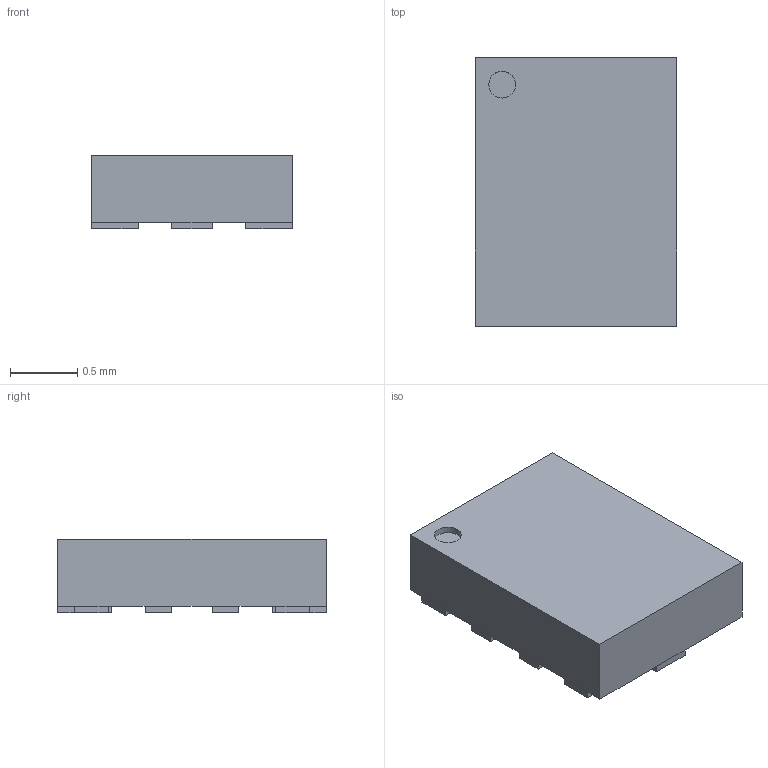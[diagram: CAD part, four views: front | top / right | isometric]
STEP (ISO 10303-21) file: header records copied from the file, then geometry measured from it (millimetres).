
FILE_DESCRIPTION(('FreeCAD Model'),'2;1');
FILE_NAME('QFN50P200X150-10.step', '2019-10-27T20:51:30',('Author'),(''), 'Open CASCADE STEP processor 7.3','FreeCAD','Unknown');
FILE_SCHEMA(('AUTOMOTIVE_DESIGN { 1 0 10303 214 1 1 1 1 }'));
Length unit declared in the file: millimetre
Products named in the file (1): Pad001
Bounding box: 1.5 x 2 x 0.55 mm (x, y, z)
Volume: 1.5 mm3; surface area: 10.1 mm2
Topology: 1 solids, 1 shells, 58 faces, 145 edges, 90 vertices
Faces by surface type: plane 57, cylinder 1
Full cylindrical faces by diameter (mm): 0.2 x1
Entity records: 3979 total; most frequent: CARTESIAN_POINT 590, DIRECTION 554, LINE 431, VECTOR 431, ORIENTED_EDGE 290, PCURVE 290, DEFINITIONAL_REPRESENTATION 290, EDGE_CURVE 145
